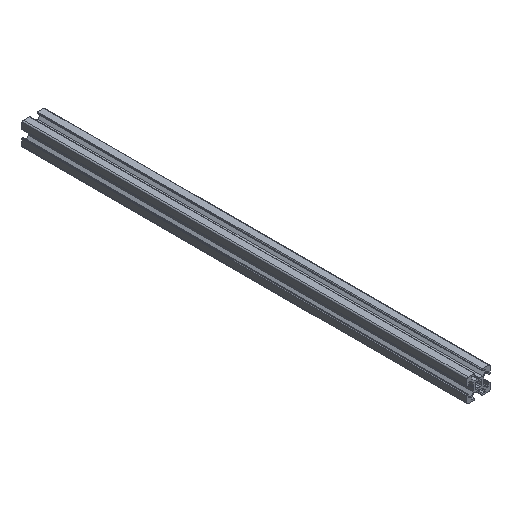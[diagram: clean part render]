
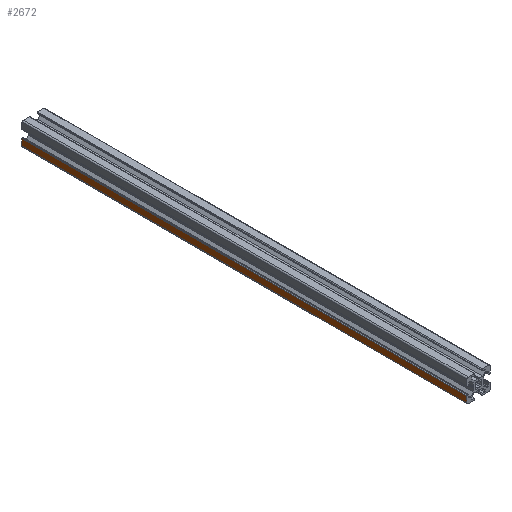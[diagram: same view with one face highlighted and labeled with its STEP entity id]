
A CAD part, isometric view. The second image highlights one B-rep face of the part: STEP entity #2672.
In plain terms, the highlighted planar face has unit normal (-1, 0, 0).
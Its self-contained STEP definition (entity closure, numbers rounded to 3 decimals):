
#15 = CARTESIAN_POINT ( 'NONE',  ( 0., 385., -13.5 ) ) ;
#29 = VERTEX_POINT ( 'NONE', #220 ) ;
#104 = EDGE_CURVE ( 'NONE', #29, #3994, #374, .T. ) ;
#140 = ORIENTED_EDGE ( 'NONE', *, *, #1989, .F. ) ;
#220 = CARTESIAN_POINT ( 'NONE',  ( 0., 385., -19. ) ) ;
#322 = DIRECTION ( 'NONE',  ( 0., -1., 0. ) ) ;
#374 = LINE ( 'NONE', #2908, #3415 ) ;
#684 = EDGE_LOOP ( 'NONE', ( #3989, #744, #2208, #140 ) ) ;
#728 = EDGE_CURVE ( 'NONE', #845, #29, #1760, .T. ) ;
#744 = ORIENTED_EDGE ( 'NONE', *, *, #104, .T. ) ;
#845 = VERTEX_POINT ( 'NONE', #15 ) ;
#1007 = DIRECTION ( 'NONE',  ( 0., -1., 0. ) ) ;
#1057 = DIRECTION ( 'NONE',  ( 0., 0., -1. ) ) ;
#1153 = FACE_OUTER_BOUND ( 'NONE', #684, .T. ) ;
#1395 = DIRECTION ( 'NONE',  ( 0., 0., -1. ) ) ;
#1590 = CARTESIAN_POINT ( 'NONE',  ( 0., 385., -13.5 ) ) ;
#1760 = LINE ( 'NONE', #3317, #3653 ) ;
#1924 = LINE ( 'NONE', #2618, #2305 ) ;
#1989 = EDGE_CURVE ( 'NONE', #845, #2633, #2595, .T. ) ;
#2074 = CARTESIAN_POINT ( 'NONE',  ( 0., 385., 0. ) ) ;
#2208 = ORIENTED_EDGE ( 'NONE', *, *, #2923, .F. ) ;
#2305 = VECTOR ( 'NONE', #1057, 1000. ) ;
#2369 = DIRECTION ( 'NONE',  ( -1., 0., 0. ) ) ;
#2576 = AXIS2_PLACEMENT_3D ( 'NONE', #2074, #2369, #3649 ) ;
#2578 = VECTOR ( 'NONE', #322, 1000. ) ;
#2595 = LINE ( 'NONE', #1590, #2578 ) ;
#2618 = CARTESIAN_POINT ( 'NONE',  ( 0., 0., 0. ) ) ;
#2633 = VERTEX_POINT ( 'NONE', #4015 ) ;
#2672 = ADVANCED_FACE ( 'NONE', ( #1153 ), #3384, .T. ) ;
#2908 = CARTESIAN_POINT ( 'NONE',  ( 0., 385., -19. ) ) ;
#2923 = EDGE_CURVE ( 'NONE', #2633, #3994, #1924, .T. ) ;
#3159 = CARTESIAN_POINT ( 'NONE',  ( 0., 0., -19. ) ) ;
#3317 = CARTESIAN_POINT ( 'NONE',  ( 0., 385., 0. ) ) ;
#3384 = PLANE ( 'NONE',  #2576 ) ;
#3415 = VECTOR ( 'NONE', #1007, 1000. ) ;
#3649 = DIRECTION ( 'NONE',  ( 0., 0., 1. ) ) ;
#3653 = VECTOR ( 'NONE', #1395, 1000. ) ;
#3989 = ORIENTED_EDGE ( 'NONE', *, *, #728, .T. ) ;
#3994 = VERTEX_POINT ( 'NONE', #3159 ) ;
#4015 = CARTESIAN_POINT ( 'NONE',  ( 0., 0., -13.5 ) ) ;
